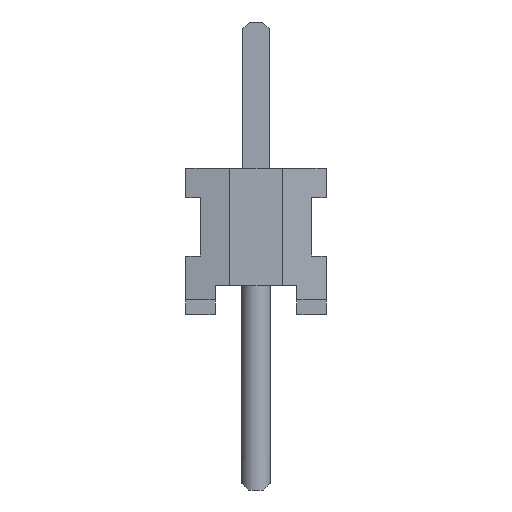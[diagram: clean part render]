
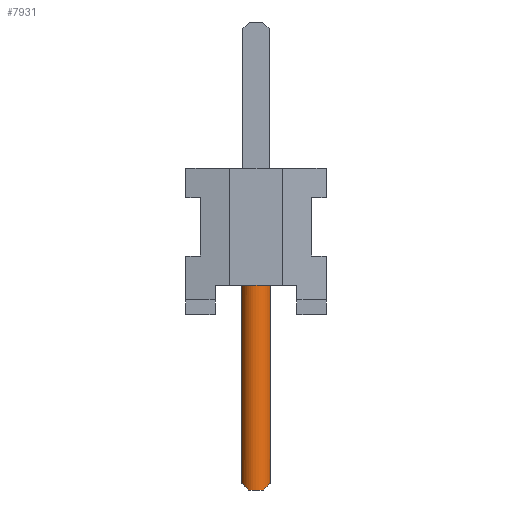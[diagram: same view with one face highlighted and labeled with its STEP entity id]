
A CAD part, left-side view. The second image highlights one B-rep face of the part: STEP entity #7931.
In plain terms, the highlighted cylindrical face has radius 0.254 mm (diameter 0.508 mm), a full revolution.
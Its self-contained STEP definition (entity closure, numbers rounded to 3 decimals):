
#5789 = EDGE_CURVE('',#5790,#5792,#5794,.T.);
#5790 = VERTEX_POINT('',#5791);
#5791 = CARTESIAN_POINT('',(-21.209,0.,1.27));
#5792 = VERTEX_POINT('',#5793);
#5793 = CARTESIAN_POINT('',(-20.735,0.127,1.27));
#5794 = CIRCLE('',#5795,0.254);
#5795 = AXIS2_PLACEMENT_3D('',#5796,#5797,#5798);
#5796 = CARTESIAN_POINT('',(-20.955,0.,1.27));
#5797 = DIRECTION('',(0.,0.,1.));
#5798 = DIRECTION('',(1.,0.,0.));
#5800 = EDGE_CURVE('',#5792,#5790,#5801,.T.);
#5801 = CIRCLE('',#5802,0.254);
#5802 = AXIS2_PLACEMENT_3D('',#5803,#5804,#5805);
#5803 = CARTESIAN_POINT('',(-20.955,0.,1.27));
#5804 = DIRECTION('',(0.,0.,1.));
#5805 = DIRECTION('',(1.,0.,0.));
#7931 = ADVANCED_FACE('',(#7932),#7978,.T.);
#7932 = FACE_BOUND('',#7933,.T.);
#7933 = EDGE_LOOP('',(#7934,#7935,#7942,#7951,#7960,#7969,#7976,#7977));
#7934 = ORIENTED_EDGE('',*,*,#5800,.F.);
#7935 = ORIENTED_EDGE('',*,*,#7936,.T.);
#7936 = EDGE_CURVE('',#5792,#7937,#7939,.T.);
#7937 = VERTEX_POINT('',#7938);
#7938 = CARTESIAN_POINT('',(-20.735,0.127,-3.048));
#7939 = B_SPLINE_CURVE_WITH_KNOTS('',1,(#7940,#7941),.UNSPECIFIED.,.F.,
  .F.,(2,2),(0.,4.318),.PIECEWISE_BEZIER_KNOTS.);
#7940 = CARTESIAN_POINT('',(-20.735,0.127,1.27));
#7941 = CARTESIAN_POINT('',(-20.735,0.127,-3.048));
#7942 = ORIENTED_EDGE('',*,*,#7943,.T.);
#7943 = EDGE_CURVE('',#7937,#7944,#7946,.T.);
#7944 = VERTEX_POINT('',#7945);
#7945 = CARTESIAN_POINT('',(-21.175,0.127,-3.048));
#7946 = ELLIPSE('',#7947,0.359,0.254);
#7947 = AXIS2_PLACEMENT_3D('',#7948,#7949,#7950);
#7948 = CARTESIAN_POINT('',(-20.955,0.,-3.175));
#7949 = DIRECTION('',(0.,-0.707,0.707));
#7950 = DIRECTION('',(0.,-0.707,-0.707));
#7951 = ORIENTED_EDGE('',*,*,#7952,.T.);
#7952 = EDGE_CURVE('',#7944,#7953,#7955,.T.);
#7953 = VERTEX_POINT('',#7954);
#7954 = CARTESIAN_POINT('',(-21.175,-0.127,-3.048));
#7955 = CIRCLE('',#7956,0.254);
#7956 = AXIS2_PLACEMENT_3D('',#7957,#7958,#7959);
#7957 = CARTESIAN_POINT('',(-20.955,0.,-3.048));
#7958 = DIRECTION('',(0.,0.,1.));
#7959 = DIRECTION('',(0.,-1.,0.));
#7960 = ORIENTED_EDGE('',*,*,#7961,.T.);
#7961 = EDGE_CURVE('',#7953,#7962,#7964,.T.);
#7962 = VERTEX_POINT('',#7963);
#7963 = CARTESIAN_POINT('',(-20.735,-0.127,-3.048));
#7964 = ELLIPSE('',#7965,0.359,0.254);
#7965 = AXIS2_PLACEMENT_3D('',#7966,#7967,#7968);
#7966 = CARTESIAN_POINT('',(-20.955,0.,-3.175));
#7967 = DIRECTION('',(0.,0.707,0.707));
#7968 = DIRECTION('',(0.,0.707,-0.707));
#7969 = ORIENTED_EDGE('',*,*,#7970,.T.);
#7970 = EDGE_CURVE('',#7962,#7937,#7971,.T.);
#7971 = CIRCLE('',#7972,0.254);
#7972 = AXIS2_PLACEMENT_3D('',#7973,#7974,#7975);
#7973 = CARTESIAN_POINT('',(-20.955,0.,-3.048));
#7974 = DIRECTION('',(0.,0.,1.));
#7975 = DIRECTION('',(0.,-1.,0.));
#7976 = ORIENTED_EDGE('',*,*,#7936,.F.);
#7977 = ORIENTED_EDGE('',*,*,#5789,.F.);
#7978 = CYLINDRICAL_SURFACE('',#7979,0.254);
#7979 = AXIS2_PLACEMENT_3D('',#7980,#7981,#7982);
#7980 = CARTESIAN_POINT('',(-20.955,0.,1.27));
#7981 = DIRECTION('',(0.,0.,-1.));
#7982 = DIRECTION('',(0.,1.,0.));
